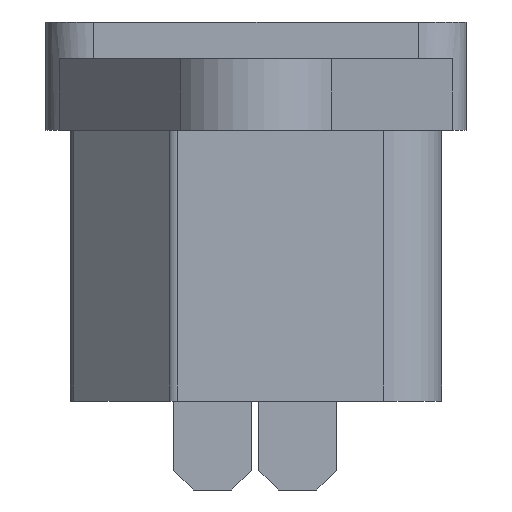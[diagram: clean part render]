
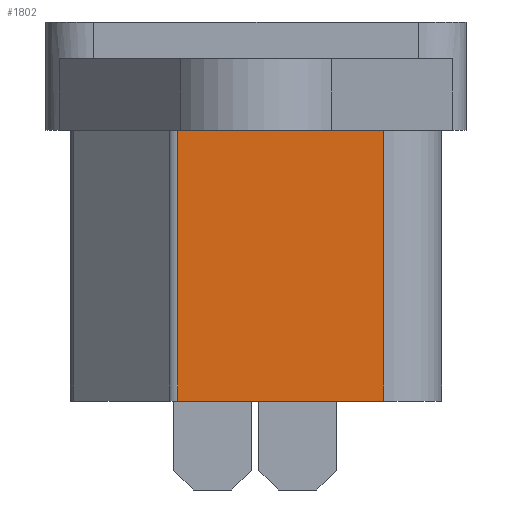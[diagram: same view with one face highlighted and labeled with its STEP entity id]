
A CAD part, left-side view. The second image highlights one B-rep face of the part: STEP entity #1802.
In plain terms, the highlighted planar face has unit normal (-1, 0, 0).
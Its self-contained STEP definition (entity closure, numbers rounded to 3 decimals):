
#126=PLANE('',#1946);
#218=FACE_OUTER_BOUND('',#325,.T.);
#325=EDGE_LOOP('',(#1575,#1576,#1577,#1578));
#545=LINE('',#2823,#745);
#552=LINE('',#2848,#752);
#562=LINE('',#2876,#762);
#567=LINE('',#2888,#767);
#745=VECTOR('',#2305,10.);
#752=VECTOR('',#2326,10.);
#762=VECTOR('',#2356,10.);
#767=VECTOR('',#2371,10.);
#906=VERTEX_POINT('',#2820);
#907=VERTEX_POINT('',#2822);
#918=VERTEX_POINT('',#2846);
#926=VERTEX_POINT('',#2874);
#1122=EDGE_CURVE('',#906,#907,#545,.T.);
#1135=EDGE_CURVE('',#918,#906,#552,.T.);
#1149=EDGE_CURVE('',#926,#918,#562,.T.);
#1155=EDGE_CURVE('',#907,#926,#567,.T.);
#1575=ORIENTED_EDGE('',*,*,#1122,.F.);
#1576=ORIENTED_EDGE('',*,*,#1135,.F.);
#1577=ORIENTED_EDGE('',*,*,#1149,.F.);
#1578=ORIENTED_EDGE('',*,*,#1155,.F.);
#1802=ADVANCED_FACE('',(#218),#126,.T.);
#1946=AXIS2_PLACEMENT_3D('',#2887,#2369,#2370);
#2305=DIRECTION('',(0.,0.,1.));
#2326=DIRECTION('',(0.,1.,0.));
#2356=DIRECTION('',(0.,0.,-1.));
#2369=DIRECTION('center_axis',(-1.,0.,0.));
#2370=DIRECTION('ref_axis',(0.,1.,0.));
#2371=DIRECTION('',(0.,-1.,0.));
#2820=CARTESIAN_POINT('',(-13.5,4.051,-19.6));
#2822=CARTESIAN_POINT('',(-13.5,4.051,-5.6));
#2823=CARTESIAN_POINT('',(-13.5,4.051,-5.6));
#2846=CARTESIAN_POINT('',(-13.5,-6.6,-19.6));
#2848=CARTESIAN_POINT('',(-13.5,-9.6,-19.6));
#2874=CARTESIAN_POINT('',(-13.5,-6.6,-5.6));
#2876=CARTESIAN_POINT('',(-13.5,-6.6,-5.6));
#2887=CARTESIAN_POINT('Origin',(-13.5,-9.6,-5.6));
#2888=CARTESIAN_POINT('',(-13.5,-4.8,-5.6));
